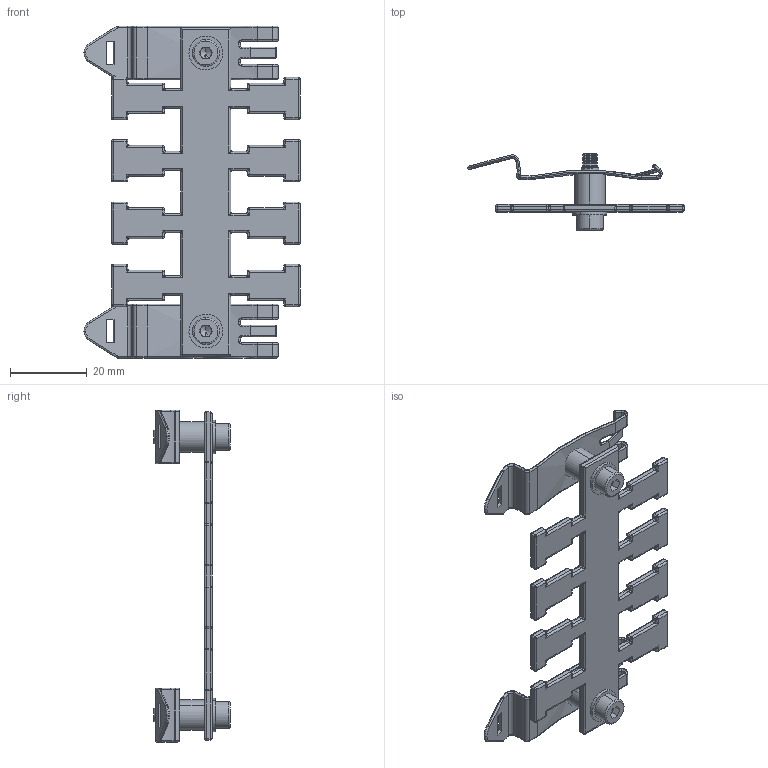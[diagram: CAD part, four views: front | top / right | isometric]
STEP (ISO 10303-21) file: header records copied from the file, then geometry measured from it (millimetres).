
FILE_DESCRIPTION (( 'STEP AP214' ), '1' );
FILE_NAME ('1041-002.STEP', '2024-08-02T11:54:44', ( '' ), ( '' ), 'SwSTEP 2.0', 'SolidWorks 2022', '' );
FILE_SCHEMA (( 'AUTOMOTIVE_DESIGN' ));
Length unit declared in the file: millimetre
Products named in the file (6): 1041-002; 8010-011_DIN 912 M4 x 16 --- 16C; 1030-020; 1041-032; 1041-021; 8010-012
Assembly tree (9 placements, depth 2):
  1041-002
    1030-020  x2
    1041-021  x2
    1041-032
    8010-012  x2
    8010-011_DIN 912 M4 x 16 --- 16C  x2
Bounding box: 56.21 x 20 x 86.3 mm (x, y, z)
Volume: 6777.5 mm3; surface area: 10370.8 mm2
Topology: 9 solids, 9 shells, 1268 faces, 2998 edges, 1520 vertices
Faces by surface type: cylinder 538, bspline 224, plane 184, cone 176, torus 116, sphere 30
Entity records: 31092 total; most frequent: CARTESIAN_POINT 12635, ORIENTED_EDGE 3974, DIRECTION 3680, EDGE_CURVE 1987, AXIS2_PLACEMENT_3D 1399, VERTEX_POINT 1062, EDGE_LOOP 953, ADVANCED_FACE 938
